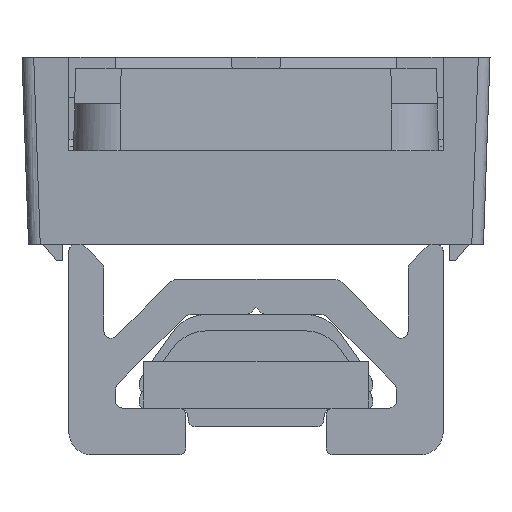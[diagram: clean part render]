
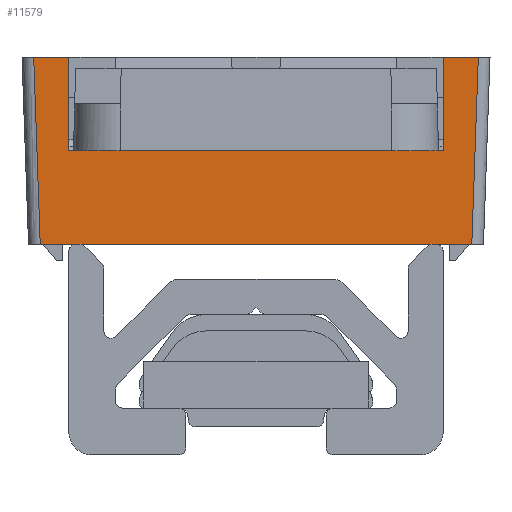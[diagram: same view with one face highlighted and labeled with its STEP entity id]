
A CAD part, front view. The second image highlights one B-rep face of the part: STEP entity #11579.
In plain terms, the highlighted free-form (B-spline) face has degree [1, 1] with [2, 2] control points.
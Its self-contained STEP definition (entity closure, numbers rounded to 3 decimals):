
#101 = B_SPLINE_CURVE_WITH_KNOTS ( 'NONE', 1,
 ( #13455, #6520 ),
 .UNSPECIFIED., .F., .F.,
 ( 2, 2 ),
 ( 0., 1. ),
 .UNSPECIFIED. ) ;
#139 = B_SPLINE_CURVE_WITH_KNOTS ( 'NONE', 3,
 ( #6646, #11755, #6447, #207 ),
 .UNSPECIFIED., .F., .F.,
 ( 4, 4 ),
 ( 0., 1. ),
 .UNSPECIFIED. ) ;
#207 = CARTESIAN_POINT ( 'NONE',  ( -18.311, -22.795, 11.084 ) ) ;
#311 = CARTESIAN_POINT ( 'NONE',  ( -18.591, -22.515, 3.084 ) ) ;
#491 = CARTESIAN_POINT ( 'NONE',  ( -19.812, -22.795, 11.084 ) ) ;
#1423 = EDGE_CURVE ( 'NONE', #6358, #2914, #6703, .T. ) ;
#2914 = VERTEX_POINT ( 'NONE', #7363 ) ;
#3038 = CARTESIAN_POINT ( 'NONE',  ( -37.219, -22.701, 8.417 ) ) ;
#3352 = FACE_OUTER_BOUND ( 'NONE', #9621, .T. ) ;
#3451 = CARTESIAN_POINT ( 'NONE',  ( -19.812, -22.655, 7.084 ) ) ;
#3493 = CARTESIAN_POINT ( 'NONE',  ( -37.312, -22.795, 11.084 ) ) ;
#4060 = CARTESIAN_POINT ( 'NONE',  ( -37.032, -22.515, 3.084 ) ) ;
#4241 = ORIENTED_EDGE ( 'NONE', *, *, #10515, .T. ) ;
#4299 = CARTESIAN_POINT ( 'NONE',  ( -37.312, -22.515, 3.084 ) ) ;
#4479 = CARTESIAN_POINT ( 'NONE',  ( -19.812, -22.795, 11.084 ) ) ;
#4674 = VERTEX_POINT ( 'NONE', #5751 ) ;
#4696 = CARTESIAN_POINT ( 'NONE',  ( -37.312, -22.795, 11.084 ) ) ;
#4994 = CARTESIAN_POINT ( 'NONE',  ( -35.812, -22.655, 7.084 ) ) ;
#5138 = B_SPLINE_CURVE_WITH_KNOTS ( 'NONE', 1,
 ( #12223, #13177 ),
 .UNSPECIFIED., .F., .F.,
 ( 2, 2 ),
 ( 0., 1. ),
 .UNSPECIFIED. ) ;
#5316 = ORIENTED_EDGE ( 'NONE', *, *, #8498, .T. ) ;
#5751 = CARTESIAN_POINT ( 'NONE',  ( -35.812, -22.795, 11.084 ) ) ;
#5968 = CARTESIAN_POINT ( 'NONE',  ( -19.812, -22.655, 7.084 ) ) ;
#5973 = ORIENTED_EDGE ( 'NONE', *, *, #6114, .T. ) ;
#6114 = EDGE_CURVE ( 'NONE', #10382, #8343, #10108, .T. ) ;
#6125 = CARTESIAN_POINT ( 'NONE',  ( -37.126, -22.608, 5.75 ) ) ;
#6358 = VERTEX_POINT ( 'NONE', #4696 ) ;
#6447 = CARTESIAN_POINT ( 'NONE',  ( -18.404, -22.701, 8.417 ) ) ;
#6520 = CARTESIAN_POINT ( 'NONE',  ( -35.812, -22.795, 11.084 ) ) ;
#6628 = VERTEX_POINT ( 'NONE', #4479 ) ;
#6646 = CARTESIAN_POINT ( 'NONE',  ( -18.591, -22.515, 3.084 ) ) ;
#6703 = B_SPLINE_CURVE_WITH_KNOTS ( 'NONE', 3,
 ( #13470, #3038, #6125, #4060 ),
 .UNSPECIFIED., .F., .F.,
 ( 4, 4 ),
 ( 0., 1. ),
 .UNSPECIFIED. ) ;
#7190 = EDGE_CURVE ( 'NONE', #11057, #10762, #139, .T. ) ;
#7363 = CARTESIAN_POINT ( 'NONE',  ( -37.032, -22.515, 3.084 ) ) ;
#7522 = CARTESIAN_POINT ( 'NONE',  ( -18.311, -22.795, 11.084 ) ) ;
#7586 = CARTESIAN_POINT ( 'NONE',  ( -18.311, -22.515, 3.084 ) ) ;
#7647 = CARTESIAN_POINT ( 'NONE',  ( -18.311, -22.795, 11.084 ) ) ;
#8177 = CARTESIAN_POINT ( 'NONE',  ( -18.591, -22.515, 3.084 ) ) ;
#8343 = VERTEX_POINT ( 'NONE', #8806 ) ;
#8498 = EDGE_CURVE ( 'NONE', #10762, #6628, #5138, .T. ) ;
#8579 = CARTESIAN_POINT ( 'NONE',  ( -35.812, -22.795, 11.084 ) ) ;
#8692 = B_SPLINE_CURVE_WITH_KNOTS ( 'NONE', 1,
 ( #8579, #10569 ),
 .UNSPECIFIED., .F., .F.,
 ( 2, 2 ),
 ( 0., 1. ),
 .UNSPECIFIED. ) ;
#8806 = CARTESIAN_POINT ( 'NONE',  ( -35.812, -22.655, 7.084 ) ) ;
#8895 = ORIENTED_EDGE ( 'NONE', *, *, #12040, .T. ) ;
#9205 = CARTESIAN_POINT ( 'NONE',  ( -37.032, -22.515, 3.084 ) ) ;
#9251 = ORIENTED_EDGE ( 'NONE', *, *, #7190, .T. ) ;
#9621 = EDGE_LOOP ( 'NONE', ( #8895, #11279, #11534, #9251, #5316, #4241, #5973, #12628 ) ) ;
#10108 = B_SPLINE_CURVE_WITH_KNOTS ( 'NONE', 1,
 ( #5968, #4994 ),
 .UNSPECIFIED., .F., .F.,
 ( 2, 2 ),
 ( 0., 1. ),
 .UNSPECIFIED. ) ;
#10382 = VERTEX_POINT ( 'NONE', #3451 ) ;
#10490 = B_SPLINE_CURVE_WITH_KNOTS ( 'NONE', 1,
 ( #9205, #8177 ),
 .UNSPECIFIED., .F., .F.,
 ( 2, 2 ),
 ( 0., 1. ),
 .UNSPECIFIED. ) ;
#10515 = EDGE_CURVE ( 'NONE', #6628, #10382, #11888, .T. ) ;
#10569 = CARTESIAN_POINT ( 'NONE',  ( -37.312, -22.795, 11.084 ) ) ;
#10762 = VERTEX_POINT ( 'NONE', #7647 ) ;
#11057 = VERTEX_POINT ( 'NONE', #311 ) ;
#11279 = ORIENTED_EDGE ( 'NONE', *, *, #1423, .T. ) ;
#11534 = ORIENTED_EDGE ( 'NONE', *, *, #11930, .T. ) ;
#11579 = ADVANCED_FACE ( 'NONE', ( #3352 ), #13146, .T. ) ;
#11755 = CARTESIAN_POINT ( 'NONE',  ( -18.497, -22.608, 5.75 ) ) ;
#11888 = B_SPLINE_CURVE_WITH_KNOTS ( 'NONE', 1,
 ( #491, #12037 ),
 .UNSPECIFIED., .F., .F.,
 ( 2, 2 ),
 ( 0., 1. ),
 .UNSPECIFIED. ) ;
#11930 = EDGE_CURVE ( 'NONE', #2914, #11057, #10490, .T. ) ;
#12037 = CARTESIAN_POINT ( 'NONE',  ( -19.812, -22.655, 7.084 ) ) ;
#12040 = EDGE_CURVE ( 'NONE', #4674, #6358, #8692, .T. ) ;
#12223 = CARTESIAN_POINT ( 'NONE',  ( -18.311, -22.795, 11.084 ) ) ;
#12628 = ORIENTED_EDGE ( 'NONE', *, *, #12629, .T. ) ;
#12629 = EDGE_CURVE ( 'NONE', #8343, #4674, #101, .T. ) ;
#13146 = B_SPLINE_SURFACE_WITH_KNOTS ( 'NONE', 1, 1, ( 
 ( #3493, #7522 ),
 ( #4299, #7586 ) ),
 .UNSPECIFIED., .F., .F., .F.,
 ( 2, 2 ),
 ( 2, 2 ),
 ( 0., 1. ),
 ( 0., 1. ),
 .UNSPECIFIED. ) ;
#13177 = CARTESIAN_POINT ( 'NONE',  ( -19.812, -22.795, 11.084 ) ) ;
#13455 = CARTESIAN_POINT ( 'NONE',  ( -35.812, -22.655, 7.084 ) ) ;
#13470 = CARTESIAN_POINT ( 'NONE',  ( -37.312, -22.795, 11.084 ) ) ;
